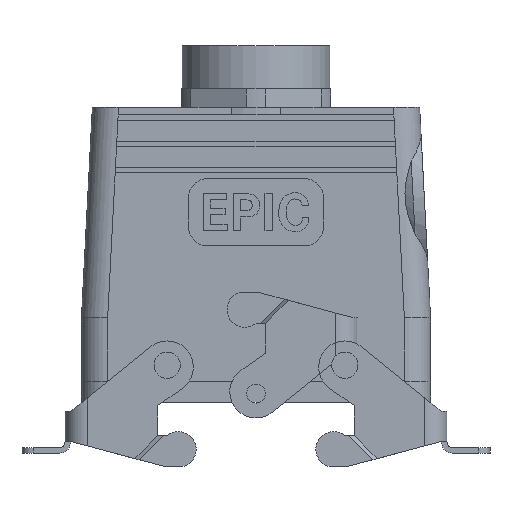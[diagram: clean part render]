
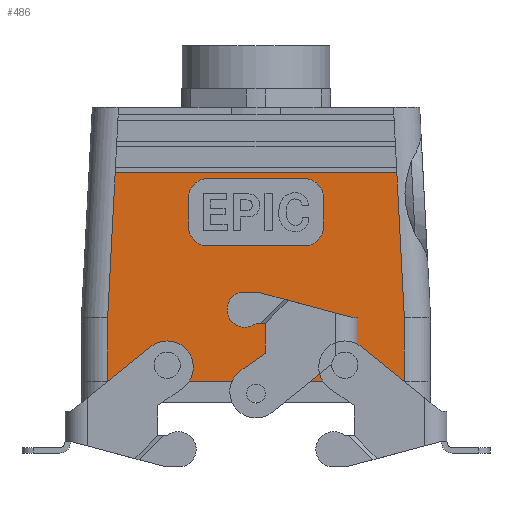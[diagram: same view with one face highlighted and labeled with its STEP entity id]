
A CAD part, front view. The second image highlights one B-rep face of the part: STEP entity #486.
In plain terms, the highlighted planar face has unit normal (0, -1, 0).
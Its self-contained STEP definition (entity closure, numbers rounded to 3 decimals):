
#486 = ADVANCED_FACE( '', ( #1118, #1119, #1120, #1121 ), #1122, .F. );
#1118 = FACE_BOUND( '', #1918, .T. );
#1119 = FACE_BOUND( '', #1919, .T. );
#1120 = FACE_OUTER_BOUND( '', #1920, .T. );
#1121 = FACE_BOUND( '', #1921, .T. );
#1122 = PLANE( '', #1922 );
#1918 = EDGE_LOOP( '', ( #3318 ) );
#1919 = EDGE_LOOP( '', ( #3319 ) );
#1920 = EDGE_LOOP( '', ( #3320, #3321, #3322, #3323, #3324, #3325 ) );
#1921 = EDGE_LOOP( '', ( #3326, #3327, #3328, #3329, #3330, #3331, #3332, #3333 ) );
#1922 = AXIS2_PLACEMENT_3D( '', #3334, #3335, #3336 );
#3318 = ORIENTED_EDGE( '', *, *, #4631, .T. );
#3319 = ORIENTED_EDGE( '', *, *, #5123, .F. );
#3320 = ORIENTED_EDGE( '', *, *, #4726, .T. );
#3321 = ORIENTED_EDGE( '', *, *, #5106, .T. );
#3322 = ORIENTED_EDGE( '', *, *, #5124, .F. );
#3323 = ORIENTED_EDGE( '', *, *, #5086, .F. );
#3324 = ORIENTED_EDGE( '', *, *, #5125, .F. );
#3325 = ORIENTED_EDGE( '', *, *, #4650, .T. );
#3326 = ORIENTED_EDGE( '', *, *, #4983, .T. );
#3327 = ORIENTED_EDGE( '', *, *, #5126, .T. );
#3328 = ORIENTED_EDGE( '', *, *, #5127, .T. );
#3329 = ORIENTED_EDGE( '', *, *, #5128, .T. );
#3330 = ORIENTED_EDGE( '', *, *, #5129, .T. );
#3331 = ORIENTED_EDGE( '', *, *, #5130, .T. );
#3332 = ORIENTED_EDGE( '', *, *, #4928, .T. );
#3333 = ORIENTED_EDGE( '', *, *, #4868, .T. );
#3334 = CARTESIAN_POINT( '', ( -46.65, -21.5, 20. ) );
#3335 = DIRECTION( '', ( 0., 1., 0. ) );
#3336 = DIRECTION( '', ( 0., 0., 1. ) );
#4631 = EDGE_CURVE( '', #5469, #5469, #5470, .F. );
#4650 = EDGE_CURVE( '', #5504, #5502, #5505, .F. );
#4726 = EDGE_CURVE( '', #5502, #5639, #5642, .T. );
#4868 = EDGE_CURVE( '', #5886, #5887, #5888, .T. );
#4928 = EDGE_CURVE( '', #5983, #5886, #5984, .T. );
#4983 = EDGE_CURVE( '', #5887, #6065, #6066, .T. );
#5086 = EDGE_CURVE( '', #5892, #6225, #6226, .F. );
#5106 = EDGE_CURVE( '', #5639, #6250, #6252, .T. );
#5123 = EDGE_CURVE( '', #6278, #6278, #6279, .F. );
#5124 = EDGE_CURVE( '', #6225, #6250, #6280, .T. );
#5125 = EDGE_CURVE( '', #5504, #5892, #6281, .T. );
#5126 = EDGE_CURVE( '', #6065, #6282, #6283, .T. );
#5127 = EDGE_CURVE( '', #6282, #6284, #6285, .T. );
#5128 = EDGE_CURVE( '', #6284, #6286, #6287, .T. );
#5129 = EDGE_CURVE( '', #6286, #6288, #6289, .T. );
#5130 = EDGE_CURVE( '', #6288, #5983, #6290, .T. );
#5469 = VERTEX_POINT( '', #6716 );
#5470 = CIRCLE( '', #6717, 2.45 );
#5502 = VERTEX_POINT( '', #6776 );
#5504 = VERTEX_POINT( '', #6778 );
#5505 = LINE( '', #6779, #6780 );
#5639 = VERTEX_POINT( '', #7002 );
#5642 = LINE( '', #7005, #7006 );
#5886 = VERTEX_POINT( '', #7428 );
#5887 = VERTEX_POINT( '', #7429 );
#5888 = LINE( '', #7430, #7431 );
#5892 = VERTEX_POINT( '', #7437 );
#5983 = VERTEX_POINT( '', #7581 );
#5984 = CIRCLE( '', #7582, 5. );
#6065 = VERTEX_POINT( '', #7722 );
#6066 = CIRCLE( '', #7723, 5. );
#6225 = VERTEX_POINT( '', #7966 );
#6226 = LINE( '', #7967, #7968 );
#6250 = VERTEX_POINT( '', #8003 );
#6252 = LINE( '', #8005, #8006 );
#6278 = VERTEX_POINT( '', #8038 );
#6279 = CIRCLE( '', #8039, 2.45 );
#6280 = LINE( '', #8040, #8041 );
#6281 = LINE( '', #8042, #8043 );
#6282 = VERTEX_POINT( '', #8044 );
#6283 = LINE( '', #8045, #8046 );
#6284 = VERTEX_POINT( '', #8047 );
#6285 = CIRCLE( '', #8048, 5. );
#6286 = VERTEX_POINT( '', #8049 );
#6287 = LINE( '', #8050, #8051 );
#6288 = VERTEX_POINT( '', #8052 );
#6289 = CIRCLE( '', #8053, 5. );
#6290 = LINE( '', #8054, #8055 );
#6716 = CARTESIAN_POINT( '', ( 23.75, -21.5, 9.55 ) );
#6717 = AXIS2_PLACEMENT_3D( '', #8631, #8632, #8633 );
#6776 = CARTESIAN_POINT( '', ( -39.65, -21.5, 19.819 ) );
#6778 = CARTESIAN_POINT( '', ( -37.647, -21.5, 58.5 ) );
#6779 = CARTESIAN_POINT( '', ( -39.659, -21.5, 19.638 ) );
#6780 = VECTOR( '', #8657, 1000. );
#7002 = CARTESIAN_POINT( '', ( -39.65, -21.5, 2.8 ) );
#7005 = CARTESIAN_POINT( '', ( -39.65, -21.5, 20. ) );
#7006 = VECTOR( '', #8751, 1000. );
#7428 = CARTESIAN_POINT( '', ( -18., -21.5, 44. ) );
#7429 = CARTESIAN_POINT( '', ( -18., -21.5, 52. ) );
#7430 = CARTESIAN_POINT( '', ( -18., -21.5, 44. ) );
#7431 = VECTOR( '', #8899, 1000. );
#7437 = CARTESIAN_POINT( '', ( 37.647, -21.5, 58.5 ) );
#7581 = CARTESIAN_POINT( '', ( -13., -21.5, 39. ) );
#7582 = AXIS2_PLACEMENT_3D( '', #8963, #8964, #8965 );
#7722 = CARTESIAN_POINT( '', ( -13., -21.5, 57. ) );
#7723 = AXIS2_PLACEMENT_3D( '', #9012, #9013, #9014 );
#7966 = CARTESIAN_POINT( '', ( 39.65, -21.5, 19.819 ) );
#7967 = CARTESIAN_POINT( '', ( 39.659, -21.5, 19.638 ) );
#7968 = VECTOR( '', #9111, 1000. );
#8003 = CARTESIAN_POINT( '', ( 39.65, -21.5, 2.8 ) );
#8005 = CARTESIAN_POINT( '', ( -46.65, -21.5, 2.8 ) );
#8006 = VECTOR( '', #9130, 1000. );
#8038 = CARTESIAN_POINT( '', ( -23.75, -21.5, 9.55 ) );
#8039 = AXIS2_PLACEMENT_3D( '', #9155, #9156, #9157 );
#8040 = CARTESIAN_POINT( '', ( 39.65, -21.5, 20. ) );
#8041 = VECTOR( '', #9158, 1000. );
#8042 = CARTESIAN_POINT( '', ( -37.647, -21.5, 58.5 ) );
#8043 = VECTOR( '', #9159, 1000. );
#8044 = CARTESIAN_POINT( '', ( 13., -21.5, 57. ) );
#8045 = CARTESIAN_POINT( '', ( -13., -21.5, 57. ) );
#8046 = VECTOR( '', #9160, 1000. );
#8047 = CARTESIAN_POINT( '', ( 18., -21.5, 52. ) );
#8048 = AXIS2_PLACEMENT_3D( '', #9161, #9162, #9163 );
#8049 = CARTESIAN_POINT( '', ( 18., -21.5, 44. ) );
#8050 = CARTESIAN_POINT( '', ( 18., -21.5, 52. ) );
#8051 = VECTOR( '', #9164, 1000. );
#8052 = CARTESIAN_POINT( '', ( 13., -21.5, 39. ) );
#8053 = AXIS2_PLACEMENT_3D( '', #9165, #9166, #9167 );
#8054 = CARTESIAN_POINT( '', ( 13., -21.5, 39. ) );
#8055 = VECTOR( '', #9168, 1000. );
#8631 = CARTESIAN_POINT( '', ( 23.75, -21.5, 7.1 ) );
#8632 = DIRECTION( '', ( 0., -1., 0. ) );
#8633 = DIRECTION( '', ( 0., 0., 1. ) );
#8657 = DIRECTION( '', ( 0.052, 0., 0.999 ) );
#8751 = DIRECTION( '', ( 0., 0., -1. ) );
#8899 = DIRECTION( '', ( 0., 0., 1. ) );
#8963 = CARTESIAN_POINT( '', ( -13., -21.5, 44. ) );
#8964 = DIRECTION( '', ( 0., 1., 0. ) );
#8965 = DIRECTION( '', ( 1., 0., 0. ) );
#9012 = CARTESIAN_POINT( '', ( -13., -21.5, 52. ) );
#9013 = DIRECTION( '', ( 0., 1., 0. ) );
#9014 = DIRECTION( '', ( 1., 0., 0. ) );
#9111 = DIRECTION( '', ( -0.052, 0., 0.999 ) );
#9130 = DIRECTION( '', ( 1., 0., 0. ) );
#9155 = CARTESIAN_POINT( '', ( -23.75, -21.5, 7.1 ) );
#9156 = DIRECTION( '', ( 0., 1., 0. ) );
#9157 = DIRECTION( '', ( 0., 0., 1. ) );
#9158 = DIRECTION( '', ( 0., 0., -1. ) );
#9159 = DIRECTION( '', ( 1., 0., 0. ) );
#9160 = DIRECTION( '', ( 1., 0., 0. ) );
#9161 = CARTESIAN_POINT( '', ( 13., -21.5, 52. ) );
#9162 = DIRECTION( '', ( 0., 1., 0. ) );
#9163 = DIRECTION( '', ( -1., 0., 0. ) );
#9164 = DIRECTION( '', ( 0., 0., -1. ) );
#9165 = CARTESIAN_POINT( '', ( 13., -21.5, 44. ) );
#9166 = DIRECTION( '', ( 0., 1., 0. ) );
#9167 = DIRECTION( '', ( 1., 0., 0. ) );
#9168 = DIRECTION( '', ( -1., 0., 0. ) );
